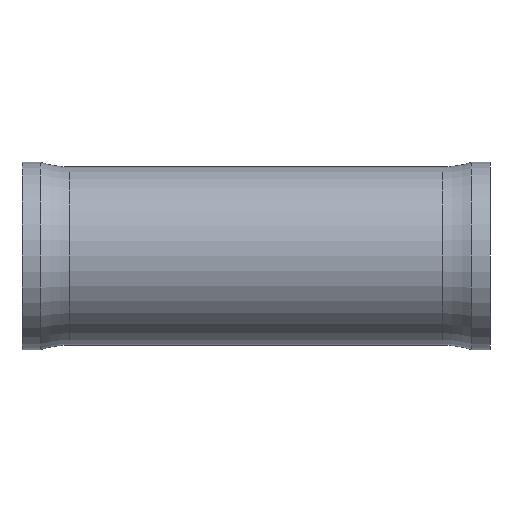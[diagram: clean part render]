
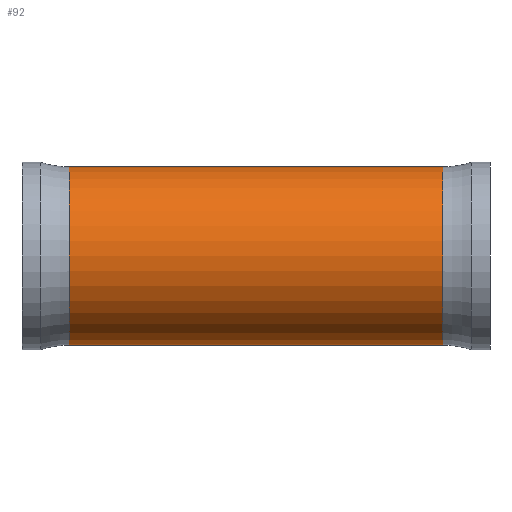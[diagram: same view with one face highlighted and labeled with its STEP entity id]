
A CAD part, left-side view. The second image highlights one B-rep face of the part: STEP entity #92.
In plain terms, the highlighted cylindrical face has radius 23.812 mm (diameter 47.625 mm), a partial arc.
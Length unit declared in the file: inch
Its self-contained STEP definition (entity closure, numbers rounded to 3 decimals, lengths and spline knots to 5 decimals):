
#4 = CARTESIAN_POINT ( 'NONE',  ( 0., 5.49933, 0. ) ) ;
#6 = ORIENTED_EDGE ( 'NONE', *, *, #293, .F. ) ;
#69 = DIRECTION ( 'NONE',  ( 0., 1., 0. ) ) ;
#72 = CARTESIAN_POINT ( 'NONE',  ( 0., 4.42287, 0.9375 ) ) ;
#87 = VERTEX_POINT ( 'NONE', #72 ) ;
#89 = CYLINDRICAL_SURFACE ( 'NONE', #522, 0.9375 ) ;
#92 = ADVANCED_FACE ( 'NONE', ( #625 ), #89, .T. ) ;
#95 = CARTESIAN_POINT ( 'NONE',  ( 0., 0.49839, 0.9375 ) ) ;
#112 = LINE ( 'NONE', #238, #179 ) ;
#126 = DIRECTION ( 'NONE',  ( 0., 0., 1. ) ) ;
#137 = CIRCLE ( 'NONE', #191, 0.9375 ) ;
#154 = CARTESIAN_POINT ( 'NONE',  ( 0., 4.42287, 0. ) ) ;
#179 = VECTOR ( 'NONE', #322, 39.37008 ) ;
#191 = AXIS2_PLACEMENT_3D ( 'NONE', #436, #339, #248 ) ;
#192 = VERTEX_POINT ( 'NONE', #449 ) ;
#195 = VERTEX_POINT ( 'NONE', #411 ) ;
#221 = CIRCLE ( 'NONE', #329, 0.9375 ) ;
#230 = ORIENTED_EDGE ( 'NONE', *, *, #286, .F. ) ;
#238 = CARTESIAN_POINT ( 'NONE',  ( 0., 5.49933, -0.9375 ) ) ;
#241 = ORIENTED_EDGE ( 'NONE', *, *, #347, .T. ) ;
#248 = DIRECTION ( 'NONE',  ( 0., 0., 1. ) ) ;
#271 = DIRECTION ( 'NONE',  ( 0., 1., 0. ) ) ;
#280 = ORIENTED_EDGE ( 'NONE', *, *, #509, .T. ) ;
#286 = EDGE_CURVE ( 'NONE', #195, #192, #112, .T. ) ;
#293 = EDGE_CURVE ( 'NONE', #192, #87, #221, .T. ) ;
#322 = DIRECTION ( 'NONE',  ( 0., 1., 0. ) ) ;
#329 = AXIS2_PLACEMENT_3D ( 'NONE', #154, #363, #521 ) ;
#339 = DIRECTION ( 'NONE',  ( 0., 1., 0. ) ) ;
#347 = EDGE_CURVE ( 'NONE', #195, #525, #137, .T. ) ;
#363 = DIRECTION ( 'NONE',  ( 0., 1., 0. ) ) ;
#411 = CARTESIAN_POINT ( 'NONE',  ( 0., 0.49839, -0.9375 ) ) ;
#436 = CARTESIAN_POINT ( 'NONE',  ( 0., 0.49839, 0. ) ) ;
#439 = CARTESIAN_POINT ( 'NONE',  ( 0., 5.49933, 0.9375 ) ) ;
#449 = CARTESIAN_POINT ( 'NONE',  ( 0., 4.42287, -0.9375 ) ) ;
#454 = EDGE_LOOP ( 'NONE', ( #230, #241, #280, #6 ) ) ;
#491 = LINE ( 'NONE', #439, #585 ) ;
#509 = EDGE_CURVE ( 'NONE', #525, #87, #491, .T. ) ;
#521 = DIRECTION ( 'NONE',  ( 0., 0., 1. ) ) ;
#522 = AXIS2_PLACEMENT_3D ( 'NONE', #4, #69, #126 ) ;
#525 = VERTEX_POINT ( 'NONE', #95 ) ;
#585 = VECTOR ( 'NONE', #271, 39.37008 ) ;
#625 = FACE_OUTER_BOUND ( 'NONE', #454, .T. ) ;
